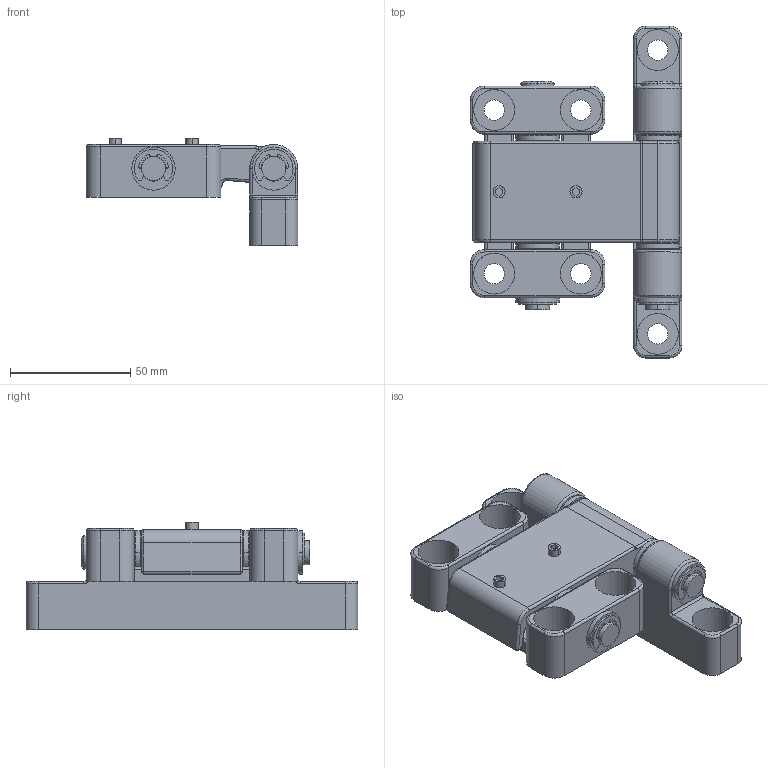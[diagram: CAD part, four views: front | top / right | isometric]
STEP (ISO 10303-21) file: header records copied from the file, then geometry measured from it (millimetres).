
FILE_DESCRIPTION (( 'STEP AP203' ), '1' );
FILE_NAME ('61543-B000_.STEP', '2023-12-28T06:16:30', ( '' ), ( '' ), 'SwSTEP 2.0', 'SolidWorks 2021', '' );
FILE_SCHEMA (( 'CONFIG_CONTROL_DESIGN' ));
Length unit declared in the file: millimetre
Products named in the file (10): 61540-B106__内径基準; 61543-B101_; 61543-B000_; 61540-B108__LINK_61543-B000; 61540-B104__LINK_61543-B000; 61540-B102_LINK61543-B000; 61540-B103__LINK_61543-B000; 61540-B105__LINK_61543-B000; 61540-B109__LINK_61543-B000; 61540-B107__内径基準
Assembly tree (25 placements, depth 2):
  61543-B000_
    61543-B101_
    61540-B102_LINK61543-B000
    61540-B103__LINK_61543-B000
    61540-B104__LINK_61543-B000  x2
    61540-B105__LINK_61543-B000  x8
    61540-B106__内径基準  x2
    61540-B107__内径基準  x2
    61540-B108__LINK_61543-B000  x6
    61540-B109__LINK_61543-B000  x2
Bounding box: 88 x 138 x 44.5 mm (x, y, z)
Volume: 148726.4 mm3; surface area: 71718.2 mm2
Topology: 25 solids, 25 shells, 669 faces, 1567 edges, 935 vertices
Faces by surface type: cylinder 343, plane 183, torus 81, bspline 30, cone 16, sphere 16
Entity records: 17376 total; most frequent: CARTESIAN_POINT 3894, DIRECTION 2750, ORIENTED_EDGE 2396, EDGE_CURVE 1198, AXIS2_PLACEMENT_3D 1115, VERTEX_POINT 713, CIRCLE 604, EDGE_LOOP 561
